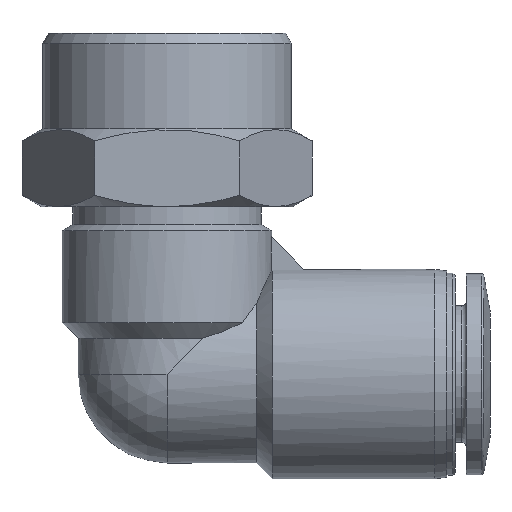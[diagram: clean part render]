
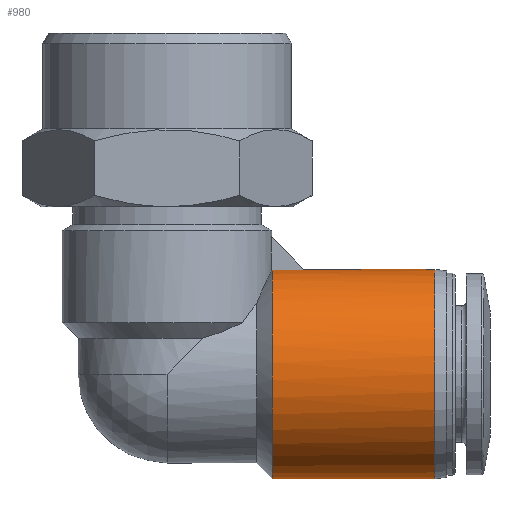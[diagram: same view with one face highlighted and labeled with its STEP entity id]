
A CAD part, front view. The second image highlights one B-rep face of the part: STEP entity #980.
In plain terms, the highlighted cylindrical face has radius 8.75 mm (diameter 17.5 mm), a full revolution.
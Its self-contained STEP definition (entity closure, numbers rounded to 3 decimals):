
#39=LINE('',#1455,#51);
#40=LINE('',#1459,#52);
#51=VECTOR('',#1173,1000.);
#52=VECTOR('',#1176,1000.);
#109=ELLIPSE('',#1051,12.374,8.75);
#148=ORIENTED_EDGE('',*,*,#310,.F.);
#149=ORIENTED_EDGE('',*,*,#307,.T.);
#150=ORIENTED_EDGE('',*,*,#311,.T.);
#151=ORIENTED_EDGE('',*,*,#312,.F.);
#152=ORIENTED_EDGE('',*,*,#313,.F.);
#307=EDGE_CURVE('',#382,#381,#429,.T.);
#310=EDGE_CURVE('',#384,#384,#430,.T.);
#311=EDGE_CURVE('',#381,#385,#39,.T.);
#312=EDGE_CURVE('',#386,#385,#109,.T.);
#313=EDGE_CURVE('',#382,#386,#40,.T.);
#381=VERTEX_POINT('',#1439);
#382=VERTEX_POINT('',#1441);
#384=VERTEX_POINT('',#1454);
#385=VERTEX_POINT('',#1456);
#386=VERTEX_POINT('',#1458);
#429=CIRCLE('',#1048,8.75);
#430=CIRCLE('',#1050,8.75);
#468=EDGE_LOOP('',(#148));
#469=EDGE_LOOP('',(#149,#150,#151,#152));
#545=FACE_BOUND('',#468,.T.);
#546=FACE_BOUND('',#469,.T.);
#613=CYLINDRICAL_SURFACE('',#1049,8.75);
#980=ADVANCED_FACE('',(#545,#546),#613,.T.);
#1048=AXIS2_PLACEMENT_3D('',#1440,#1167,#1168);
#1049=AXIS2_PLACEMENT_3D('',#1452,#1169,#1170);
#1050=AXIS2_PLACEMENT_3D('',#1453,#1171,#1172);
#1051=AXIS2_PLACEMENT_3D('',#1457,#1174,#1175);
#1167=DIRECTION('',(1.,0.,0.));
#1168=DIRECTION('',(0.,0.,-1.));
#1169=DIRECTION('',(1.,0.,0.));
#1170=DIRECTION('',(0.,0.,-1.));
#1171=DIRECTION('',(1.,0.,0.));
#1172=DIRECTION('',(0.,0.,-1.));
#1173=DIRECTION('',(1.,0.,0.));
#1174=DIRECTION('',(-0.707,0.,-0.707));
#1175=DIRECTION('',(0.707,0.,-0.707));
#1176=DIRECTION('',(1.,0.,0.));
#1439=CARTESIAN_POINT('',(8.8,1.,8.693));
#1440=CARTESIAN_POINT('',(8.8,0.,0.));
#1441=CARTESIAN_POINT('',(8.8,-1.,8.693));
#1452=CARTESIAN_POINT('',(27.,0.,0.));
#1453=CARTESIAN_POINT('',(22.4,0.,0.));
#1454=CARTESIAN_POINT('',(22.4,0.,-8.75));
#1455=CARTESIAN_POINT('',(27.,1.,8.693));
#1456=CARTESIAN_POINT('',(11.495,1.,8.693));
#1457=CARTESIAN_POINT('',(20.187,0.,0.));
#1458=CARTESIAN_POINT('',(11.495,-1.,8.693));
#1459=CARTESIAN_POINT('',(27.,-1.,8.693));
